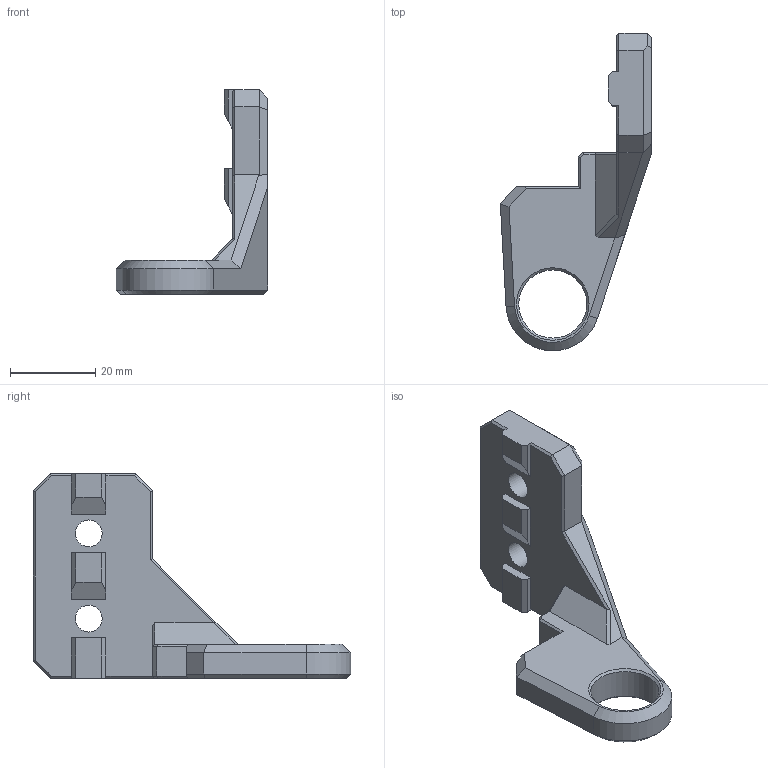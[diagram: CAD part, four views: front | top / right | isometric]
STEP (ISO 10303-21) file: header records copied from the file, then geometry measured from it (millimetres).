
FILE_DESCRIPTION(/* description */ (''),/* implementation_level */ '2;1');
FILE_NAME(/* name */ 'lead_screw_constraint_rear.step',/* time_stamp */ '2022-06-06T13:22:31+01:00',/* author */ (''),/* organization */ (''),/* preprocessor_version */ 'ST-DEVELOPER v19',/* originating_system */ 'Autodesk Translation Framework v11.7.0.108',/* authorisation */ '');
FILE_SCHEMA (('AUTOMOTIVE_DESIGN { 1 0 10303 214 3 1 1 }'));
Length unit declared in the file: millimetre
Products named in the file (1): lead_screw_constraint_rear
Bounding box: 35.53 x 74.49 x 48 mm (x, y, z)
Volume: 18302.3 mm3; surface area: 7281.1 mm2
Topology: 1 solids, 1 shells, 86 faces, 212 edges, 131 vertices
Faces by surface type: plane 74, cone 6, cylinder 6
Full cylindrical faces by diameter (mm): 6.3 x2, 11 x2, 16 x1
Entity records: 2511 total; most frequent: CARTESIAN_POINT 430, ORIENTED_EDGE 424, DIRECTION 404, EDGE_CURVE 212, LINE 194, VECTOR 194, VERTEX_POINT 131, AXIS2_PLACEMENT_3D 105
